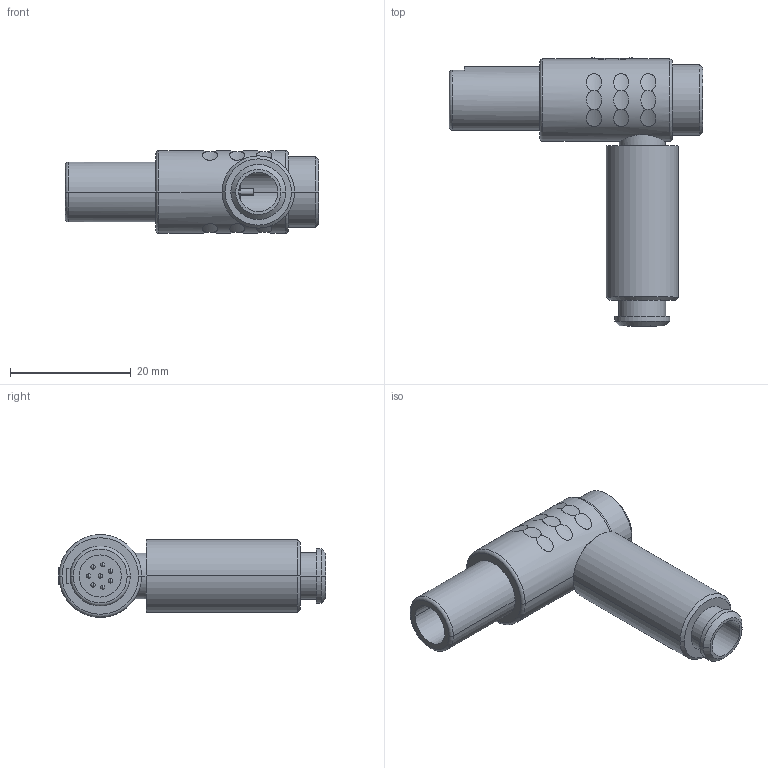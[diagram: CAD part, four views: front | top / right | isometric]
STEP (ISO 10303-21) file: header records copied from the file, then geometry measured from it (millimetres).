
FILE_DESCRIPTION((''),'2;1');
FILE_NAME('W21M0_-P08M','2023-09-11T11:02:46',('RTrager'),(''),'CREO PARAMETRIC BY PTC INC, 2022014','CREO PARAMETRIC BY PTC INC, 2022014','');
FILE_SCHEMA(('AUTOMOTIVE_DESIGN { 1 0 10303 214 1 1 1 1 }'));
Length unit declared in the file: millimetre
Products named in the file (1): W21M0_-P08M
Bounding box: 42 x 44.45 x 13.7 mm (x, y, z)
Volume: 6005.8 mm3; surface area: 4552.1 mm2
Topology: 1 solids, 1 shells, 216 faces, 531 edges, 332 vertices
Faces by surface type: cylinder 107, plane 67, sphere 16, torus 13, bspline 7, cone 6
Entity records: 11120 total; most frequent: CARTESIAN_POINT 2325, DIRECTION 1108, ORIENTED_EDGE 1030, EDGE_CURVE 515, AXIS2_PLACEMENT_3D 443, PROPERTY_DEFINITION 409, REPRESENTATION 408, PROPERTY_DEFINITION_REPRESENTATION 408
